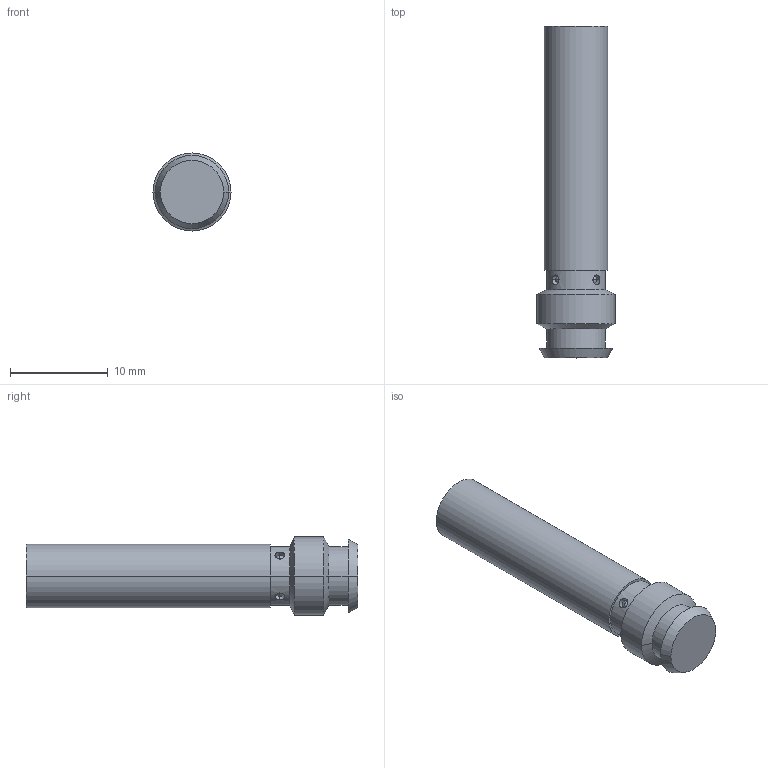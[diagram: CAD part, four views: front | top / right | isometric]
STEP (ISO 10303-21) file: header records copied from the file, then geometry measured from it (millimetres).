
FILE_DESCRIPTION(('STEP AP203'),'1');
FILE_NAME(' ',' ',('TraceParts'),('TraceParts S.A.'),'XStep 1.0',' ',' ');
FILE_SCHEMA(('CONFIG_CONTROL_DESIGN'));
Length unit declared in the file: millimetre
Products named in the file (1): 1
Bounding box: 8 x 34 x 8 mm (x, y, z)
Volume: 1169.5 mm3; surface area: 834.5 mm2
Topology: 1 solids, 1 shells, 34 faces, 74 edges, 40 vertices
Faces by surface type: cylinder 16, sphere 8, cone 6, plane 4
Entity records: 1034 total; most frequent: CARTESIAN_POINT 277, DIRECTION 164, ORIENTED_EDGE 132, AXIS2_PLACEMENT_3D 71, EDGE_CURVE 66, EDGE_LOOP 40, VERTEX_POINT 40, CIRCLE 36
